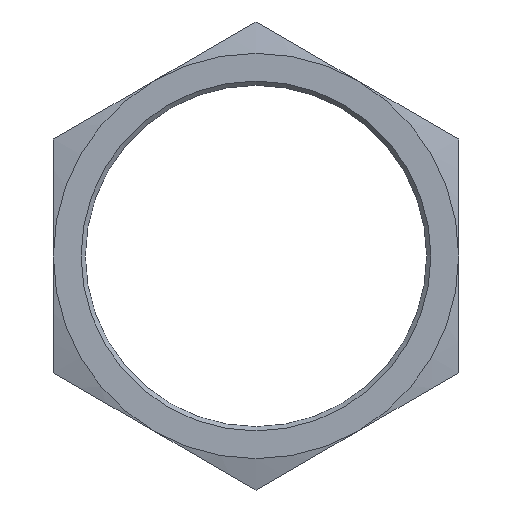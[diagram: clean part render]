
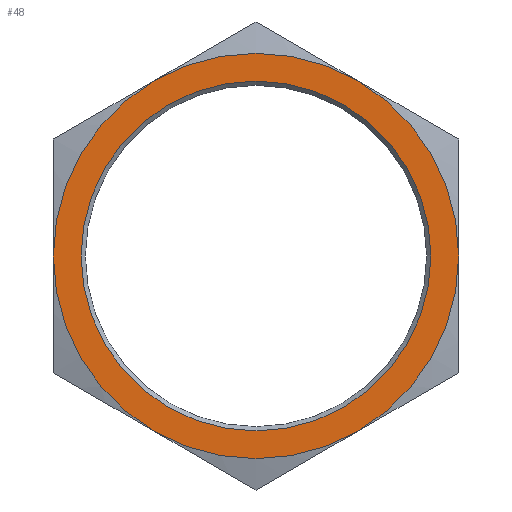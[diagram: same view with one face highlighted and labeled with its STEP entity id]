
A CAD part, front view. The second image highlights one B-rep face of the part: STEP entity #48.
In plain terms, the highlighted planar face has unit normal (0, -1, 0).
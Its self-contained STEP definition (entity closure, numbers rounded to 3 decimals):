
#48=ADVANCED_FACE('',(#255,#257),#259,.F.);
#255=FACE_BOUND('',#256,.T.);
#256=EDGE_LOOP('',(#426,#427,#428,#429,#430,#431));
#257=FACE_BOUND('',#258,.T.);
#258=EDGE_LOOP('',(#432));
#259=PLANE('',#260);
#260=AXIS2_PLACEMENT_3D('',#261,#262,#263);
#261=CARTESIAN_POINT('',(0.,-6.,0.));
#262=DIRECTION('',(-0.,1.,0.));
#263=DIRECTION('',(0.,-0.,1.));
#426=ORIENTED_EDGE('',*,*,#518,.F.);
#427=ORIENTED_EDGE('',*,*,#519,.F.);
#428=ORIENTED_EDGE('',*,*,#520,.F.);
#429=ORIENTED_EDGE('',*,*,#521,.F.);
#430=ORIENTED_EDGE('',*,*,#522,.F.);
#431=ORIENTED_EDGE('',*,*,#523,.F.);
#432=ORIENTED_EDGE('',*,*,#524,.T.);
#518=EDGE_CURVE('',#564,#565,#566,.T.);
#519=EDGE_CURVE('',#567,#564,#568,.T.);
#520=EDGE_CURVE('',#569,#567,#570,.T.);
#521=EDGE_CURVE('',#571,#569,#572,.T.);
#522=EDGE_CURVE('',#573,#571,#574,.T.);
#523=EDGE_CURVE('',#565,#573,#575,.T.);
#524=EDGE_CURVE('',#576,#576,#577,.F.);
#564=VERTEX_POINT('',#638);
#565=VERTEX_POINT('',#639);
#566=CIRCLE('',#640,9.5);
#567=VERTEX_POINT('',#644);
#568=CIRCLE('',#645,9.5);
#569=VERTEX_POINT('',#649);
#570=CIRCLE('',#650,9.5);
#571=VERTEX_POINT('',#654);
#572=CIRCLE('',#655,9.5);
#573=VERTEX_POINT('',#659);
#574=CIRCLE('',#660,9.5);
#575=CIRCLE('',#664,9.5);
#576=VERTEX_POINT('',#668);
#577=CIRCLE('',#669,8.2);
#638=CARTESIAN_POINT('',(4.75,-6.,8.227));
#639=CARTESIAN_POINT('',(9.5,-6.,0.));
#640=AXIS2_PLACEMENT_3D('',#641,#642,#643);
#641=CARTESIAN_POINT('',(0.,-6.,0.));
#642=DIRECTION('',(-0.,1.,0.));
#643=DIRECTION('',(0.5,0.,0.866));
#644=CARTESIAN_POINT('',(-4.75,-6.,8.227));
#645=AXIS2_PLACEMENT_3D('',#646,#647,#648);
#646=CARTESIAN_POINT('',(0.,-6.,0.));
#647=DIRECTION('',(-0.,1.,0.));
#648=DIRECTION('',(-0.5,0.,0.866));
#649=CARTESIAN_POINT('',(-9.5,-6.,0.));
#650=AXIS2_PLACEMENT_3D('',#651,#652,#653);
#651=CARTESIAN_POINT('',(0.,-6.,0.));
#652=DIRECTION('',(0.,1.,0.));
#653=DIRECTION('',(-1.,0.,0.));
#654=CARTESIAN_POINT('',(-4.75,-6.,-8.227));
#655=AXIS2_PLACEMENT_3D('',#656,#657,#658);
#656=CARTESIAN_POINT('',(0.,-6.,0.));
#657=DIRECTION('',(0.,1.,0.));
#658=DIRECTION('',(-0.5,0.,-0.866));
#659=CARTESIAN_POINT('',(4.75,-6.,-8.227));
#660=AXIS2_PLACEMENT_3D('',#661,#662,#663);
#661=CARTESIAN_POINT('',(0.,-6.,0.));
#662=DIRECTION('',(0.,1.,0.));
#663=DIRECTION('',(0.5,0.,-0.866));
#664=AXIS2_PLACEMENT_3D('',#665,#666,#667);
#665=CARTESIAN_POINT('',(0.,-6.,0.));
#666=DIRECTION('',(-0.,1.,0.));
#667=DIRECTION('',(1.,0.,0.));
#668=CARTESIAN_POINT('',(0.,-6.,8.2));
#669=AXIS2_PLACEMENT_3D('',#670,#671,#672);
#670=CARTESIAN_POINT('',(0.,-6.,0.));
#671=DIRECTION('',(0.,-1.,-0.));
#672=DIRECTION('',(0.,0.,1.));
